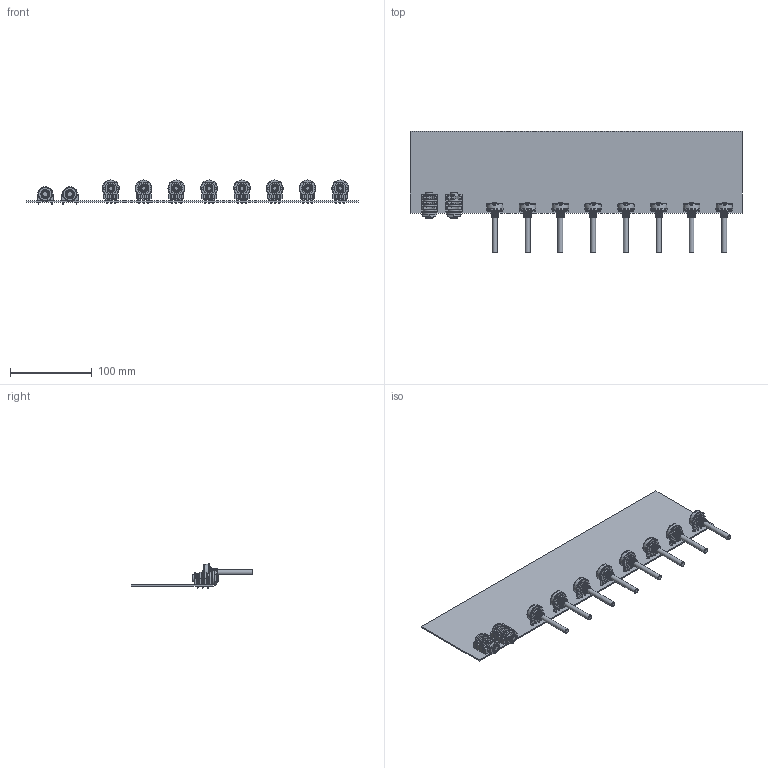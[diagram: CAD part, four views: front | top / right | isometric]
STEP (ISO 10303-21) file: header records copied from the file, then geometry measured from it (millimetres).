
FILE_DESCRIPTION(('KiCad electronic assembly'),'2;1');
FILE_NAME('wb50.step','2025-09-28T14:12:56',('Pcbnew'),('Kicad'), 'Open CASCADE STEP processor 7.9','KiCad to STEP converter','Unknown' );
FILE_SCHEMA(('AUTOMOTIVE_DESIGN { 1 0 10303 214 1 1 1 1 }'));
Length unit declared in the file: millimetre
Products named in the file (8): wb50 1; ACJS-PH v28; JackConnector-female-6.35-entrance-threaded v1; nut v4; COMPOUND; PC20BU; PC 20 BU-PS IS Omeg; wb50_PCB
Assembly tree (15 placements, depth 3):
  wb50 1
    ACJS-PH v28  x2
      JackConnector-female-6.35-entrance-threaded v1
      nut v4
      COMPOUND
    PC20BU  x8
      PC 20 BU-PS IS Omeg
    wb50_PCB
Bounding box: 405 x 148.22 x 29.34 mm (x, y, z)
Volume: 96034.3 mm3; surface area: 132948.1 mm2
Topology: 111 solids, 111 shells, 2836 faces, 7954 edges, 5342 vertices
Faces by surface type: plane 1804, cylinder 608, bspline 338, cone 62, torus 24
Full cylindrical faces by diameter (mm): 1.4 x24, 1.5 x12, 6 x8, 6.2 x16, 6.5 x6, 8.498 x4, 8.526 x4, 8.88 x2, 9 x8, 9.047 x22, 9.908 x18, 10.198 x2, 11.122 x4, 14.487 x8, 18 x2, 19.2 x8, 20 x8
Entity records: 29125 total; most frequent: CARTESIAN_POINT 12783, ORIENTED_EDGE 3236, DIRECTION 2748, EDGE_CURVE 1618, VERTEX_POINT 1082, LINE 1026, VECTOR 1026, AXIS2_PLACEMENT_3D 861
